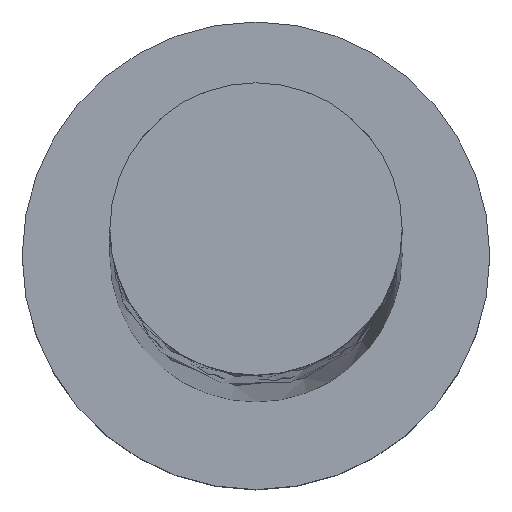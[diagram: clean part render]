
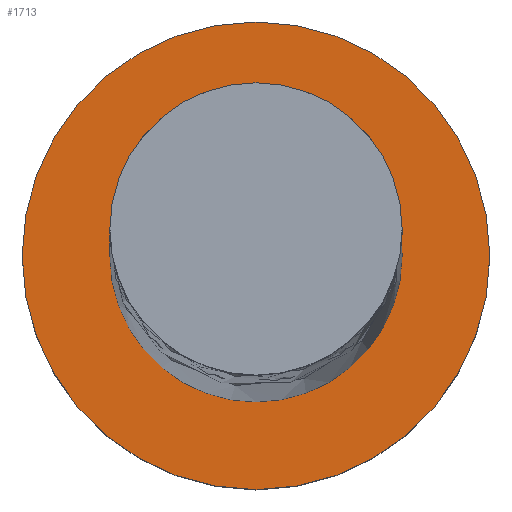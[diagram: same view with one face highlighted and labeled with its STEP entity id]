
A CAD part, top view. The second image highlights one B-rep face of the part: STEP entity #1713.
In plain terms, the highlighted planar face has unit normal (0, 0, 1).
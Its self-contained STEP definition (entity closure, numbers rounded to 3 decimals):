
#61 = DIRECTION ( 'NONE',  ( 1., 0., 0. ) ) ;
#78 = EDGE_CURVE ( 'NONE', #1035, #1493, #466, .T. ) ;
#138 = AXIS2_PLACEMENT_3D ( 'NONE', #1378, #949, #61 ) ;
#154 = CARTESIAN_POINT ( 'NONE',  ( -6., 0., 5. ) ) ;
#241 = CIRCLE ( 'NONE', #1308, 3.75 ) ;
#301 = ORIENTED_EDGE ( 'NONE', *, *, #1091, .F. ) ;
#382 = CARTESIAN_POINT ( 'NONE',  ( 0., 0., 5. ) ) ;
#420 = DIRECTION ( 'NONE',  ( 0., 0., 1. ) ) ;
#466 = CIRCLE ( 'NONE', #138, 6. ) ;
#481 = AXIS2_PLACEMENT_3D ( 'NONE', #1452, #420, #1321 ) ;
#511 = VERTEX_POINT ( 'NONE', #1152 ) ;
#578 = AXIS2_PLACEMENT_3D ( 'NONE', #1088, #1489, #1498 ) ;
#584 = DIRECTION ( 'NONE',  ( 1., 0., 0. ) ) ;
#613 = EDGE_CURVE ( 'NONE', #996, #511, #634, .T. ) ;
#634 = CIRCLE ( 'NONE', #481, 3.75 ) ;
#753 = EDGE_CURVE ( 'NONE', #1493, #1035, #1828, .T. ) ;
#895 = CARTESIAN_POINT ( 'NONE',  ( -3.75, 0., 5. ) ) ;
#927 = CARTESIAN_POINT ( 'NONE',  ( 0., 0., 5. ) ) ;
#949 = DIRECTION ( 'NONE',  ( 0., 0., 1. ) ) ;
#996 = VERTEX_POINT ( 'NONE', #895 ) ;
#1035 = VERTEX_POINT ( 'NONE', #1692 ) ;
#1043 = FACE_BOUND ( 'NONE', #1542, .T. ) ;
#1088 = CARTESIAN_POINT ( 'NONE',  ( 0., 0., 5. ) ) ;
#1090 = FACE_OUTER_BOUND ( 'NONE', #1201, .T. ) ;
#1091 = EDGE_CURVE ( 'NONE', #511, #996, #241, .T. ) ;
#1152 = CARTESIAN_POINT ( 'NONE',  ( 3.75, 0., 5. ) ) ;
#1200 = DIRECTION ( 'NONE',  ( 0., 0., 1. ) ) ;
#1201 = EDGE_LOOP ( 'NONE', ( #1721, #1777 ) ) ;
#1222 = PLANE ( 'NONE',  #1464 ) ;
#1308 = AXIS2_PLACEMENT_3D ( 'NONE', #382, #1611, #584 ) ;
#1321 = DIRECTION ( 'NONE',  ( 1., 0., 0. ) ) ;
#1378 = CARTESIAN_POINT ( 'NONE',  ( 0., 0., 5. ) ) ;
#1452 = CARTESIAN_POINT ( 'NONE',  ( 0., 0., 5. ) ) ;
#1464 = AXIS2_PLACEMENT_3D ( 'NONE', #927, #1200, #1480 ) ;
#1480 = DIRECTION ( 'NONE',  ( 1., 0., 0. ) ) ;
#1489 = DIRECTION ( 'NONE',  ( 0., 0., 1. ) ) ;
#1493 = VERTEX_POINT ( 'NONE', #154 ) ;
#1498 = DIRECTION ( 'NONE',  ( 1., 0., 0. ) ) ;
#1542 = EDGE_LOOP ( 'NONE', ( #1794, #301 ) ) ;
#1611 = DIRECTION ( 'NONE',  ( 0., 0., 1. ) ) ;
#1692 = CARTESIAN_POINT ( 'NONE',  ( 6., 0., 5. ) ) ;
#1713 = ADVANCED_FACE ( 'NONE', ( #1043, #1090 ), #1222, .T. ) ;
#1721 = ORIENTED_EDGE ( 'NONE', *, *, #753, .T. ) ;
#1777 = ORIENTED_EDGE ( 'NONE', *, *, #78, .T. ) ;
#1794 = ORIENTED_EDGE ( 'NONE', *, *, #613, .F. ) ;
#1828 = CIRCLE ( 'NONE', #578, 6. ) ;
